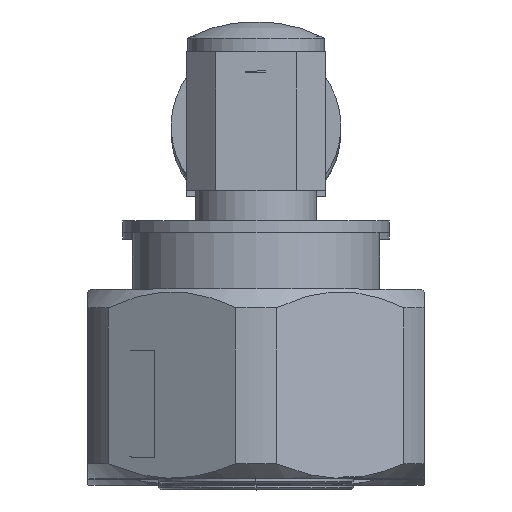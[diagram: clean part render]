
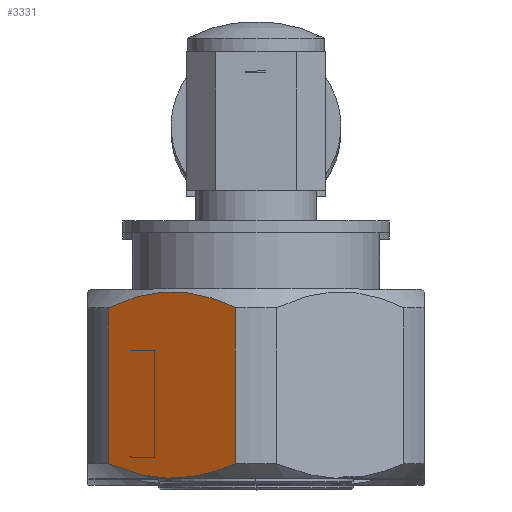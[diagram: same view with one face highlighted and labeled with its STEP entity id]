
A CAD part, top view. The second image highlights one B-rep face of the part: STEP entity #3331.
In plain terms, the highlighted face is planar.
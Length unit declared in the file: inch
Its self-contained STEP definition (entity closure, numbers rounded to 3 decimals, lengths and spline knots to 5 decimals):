
#159 = CARTESIAN_POINT ( 'NONE',  ( -0.9034, 0.40725, -0.16076 ) ) ;
#221 = CARTESIAN_POINT ( 'NONE',  ( -0.42695, 0.39107, -0.18878 ) ) ;
#250 = DIRECTION ( 'NONE',  ( 0., 0.866, -0.5 ) ) ;
#254 = CARTESIAN_POINT ( 'NONE',  ( -0.46832, 0.28064, -0.38005 ) ) ;
#267 = VERTEX_POINT ( 'NONE', #3954 ) ;
#341 = EDGE_CURVE ( 'NONE', #1748, #3083, #5014, .T. ) ;
#546 = CARTESIAN_POINT ( 'NONE',  ( -0.89029, 0.3111, -0.32729 ) ) ;
#585 = CARTESIAN_POINT ( 'NONE',  ( -0.90258, 0.3426, -0.27275 ) ) ;
#600 = ORIENTED_EDGE ( 'NONE', *, *, #1870, .T. ) ;
#611 = CARTESIAN_POINT ( 'NONE',  ( -0.90691, 0.39127, -0.18843 ) ) ;
#670 = CARTESIAN_POINT ( 'NONE',  ( -0.428, 0.35848, -0.24523 ) ) ;
#766 = CARTESIAN_POINT ( 'NONE',  ( -0.46832, 0.28064, -0.38005 ) ) ;
#1032 = CARTESIAN_POINT ( 'NONE',  ( -0.8694, 0.28064, -0.38005 ) ) ;
#1038 = CARTESIAN_POINT ( 'NONE',  ( -0.90004, 0.33466, -0.2865 ) ) ;
#1084 = CARTESIAN_POINT ( 'NONE',  ( -0.8752, 0.46185, -0.0662 ) ) ;
#1190 = CARTESIAN_POINT ( 'NONE',  ( -0.43184, 0.34232, -0.27323 ) ) ;
#1258 = CARTESIAN_POINT ( 'NONE',  ( -0.43079, 0.40711, -0.16101 ) ) ;
#1535 = CARTESIAN_POINT ( 'NONE',  ( -0.8694, 0.46946, -0.05302 ) ) ;
#1628 = CARTESIAN_POINT ( 'NONE',  ( -0.46832, 0.46946, -0.05302 ) ) ;
#1748 = VERTEX_POINT ( 'NONE', #254 ) ;
#1870 = EDGE_CURVE ( 'NONE', #267, #3083, #2410, .T. ) ;
#2073 = CARTESIAN_POINT ( 'NONE',  ( -0.44547, 0.31083, -0.32777 ) ) ;
#2410 = LINE ( 'NONE', #6085, #6028 ) ;
#2608 = EDGE_CURVE ( 'NONE', #5808, #267, #4145, .T. ) ;
#2861 = ORIENTED_EDGE ( 'NONE', *, *, #341, .F. ) ;
#2925 = LINE ( 'NONE', #4383, #4436 ) ;
#2960 = CARTESIAN_POINT ( 'NONE',  ( -0.89368, 0.43084, -0.1199 ) ) ;
#2981 = CARTESIAN_POINT ( 'NONE',  ( -0.88048, 0.45414, -0.07955 ) ) ;
#2983 = AXIS2_PLACEMENT_3D ( 'NONE', #3530, #250, #6043 ) ;
#3083 = VERTEX_POINT ( 'NONE', #3899 ) ;
#3331 = ADVANCED_FACE ( 'NONE', ( #3763 ), #5909, .T. ) ;
#3452 = CARTESIAN_POINT ( 'NONE',  ( -0.8809, 0.29575, -0.35389 ) ) ;
#3530 = CARTESIAN_POINT ( 'NONE',  ( -1.1627, 0.25003, -0.43307 ) ) ;
#3751 = DIRECTION ( 'NONE',  ( 1., 0., 0. ) ) ;
#3763 = FACE_OUTER_BOUND ( 'NONE', #3961, .T. ) ;
#3855 = EDGE_CURVE ( 'NONE', #1748, #5808, #2925, .T. ) ;
#3899 = CARTESIAN_POINT ( 'NONE',  ( -0.46832, 0.46946, -0.05302 ) ) ;
#3940 = DIRECTION ( 'NONE',  ( -1., 0., 0. ) ) ;
#3953 = CARTESIAN_POINT ( 'NONE',  ( -0.88971, 0.43864, -0.10639 ) ) ;
#3954 = CARTESIAN_POINT ( 'NONE',  ( -0.8694, 0.46946, -0.05302 ) ) ;
#3961 = EDGE_LOOP ( 'NONE', ( #2861, #4850, #5168, #600 ) ) ;
#4055 = CARTESIAN_POINT ( 'NONE',  ( -0.45578, 0.29558, -0.35418 ) ) ;
#4116 = CARTESIAN_POINT ( 'NONE',  ( -0.427, 0.36671, -0.23098 ) ) ;
#4145 = B_SPLINE_CURVE_WITH_KNOTS ( 'NONE', 3,
 ( #4457, #3452, #546, #1038, #585, #5373, #4393, #611, #159, #2960, #3953, #2981, #1084, #1535 ),
 .UNSPECIFIED., .F., .F.,
 ( 4, 2, 2, 2, 2, 2, 4 ),
 ( 0.00077, 0.00322, 0.00444, 0.00566, 0.0081, 0.00932, 0.01055 ),
 .UNSPECIFIED. ) ;
#4383 = CARTESIAN_POINT ( 'NONE',  ( 0.30189, 0.28064, -0.38005 ) ) ;
#4393 = CARTESIAN_POINT ( 'NONE',  ( -0.9069, 0.36686, -0.23072 ) ) ;
#4436 = VECTOR ( 'NONE', #3940, 39.37008 ) ;
#4457 = CARTESIAN_POINT ( 'NONE',  ( -0.8694, 0.28064, -0.38005 ) ) ;
#4537 = CARTESIAN_POINT ( 'NONE',  ( -0.44158, 0.43089, -0.11983 ) ) ;
#4850 = ORIENTED_EDGE ( 'NONE', *, *, #3855, .T. ) ;
#4965 = CARTESIAN_POINT ( 'NONE',  ( -0.44602, 0.43879, -0.10613 ) ) ;
#5014 = B_SPLINE_CURVE_WITH_KNOTS ( 'NONE', 3,
 ( #766, #4055, #2073, #5538, #1190, #670, #4116, #221, #1258, #4537, #4965, #5457, #5518, #1628 ),
 .UNSPECIFIED., .F., .F.,
 ( 4, 2, 2, 2, 2, 2, 4 ),
 ( 0.00079, 0.00324, 0.00446, 0.00569, 0.00814, 0.00936, 0.01059 ),
 .UNSPECIFIED. ) ;
#5168 = ORIENTED_EDGE ( 'NONE', *, *, #2608, .T. ) ;
#5373 = CARTESIAN_POINT ( 'NONE',  ( -0.90601, 0.35867, -0.24491 ) ) ;
#5457 = CARTESIAN_POINT ( 'NONE',  ( -0.45623, 0.4543, -0.07927 ) ) ;
#5518 = CARTESIAN_POINT ( 'NONE',  ( -0.462, 0.46193, -0.06605 ) ) ;
#5538 = CARTESIAN_POINT ( 'NONE',  ( -0.43466, 0.33436, -0.28701 ) ) ;
#5808 = VERTEX_POINT ( 'NONE', #1032 ) ;
#5909 = PLANE ( 'NONE',  #2983 ) ;
#6028 = VECTOR ( 'NONE', #3751, 39.37008 ) ;
#6043 = DIRECTION ( 'NONE',  ( 0., 0.5, 0.866 ) ) ;
#6085 = CARTESIAN_POINT ( 'NONE',  ( 0.30189, 0.46946, -0.05302 ) ) ;
